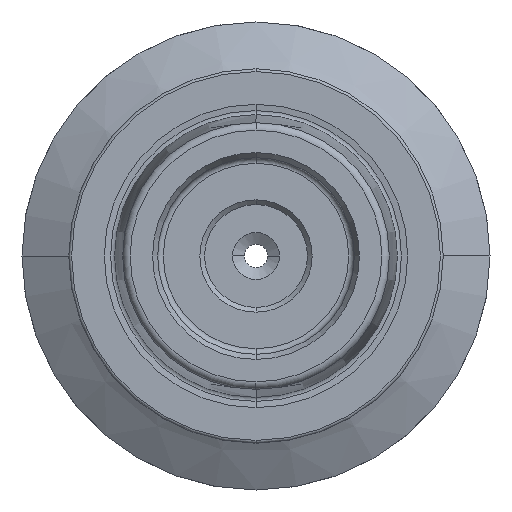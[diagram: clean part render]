
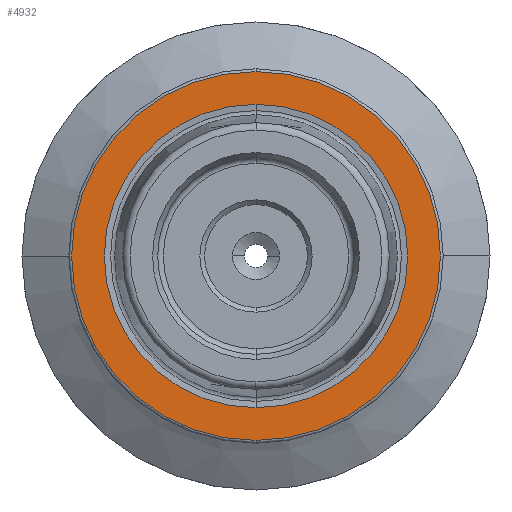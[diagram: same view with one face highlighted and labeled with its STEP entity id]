
A CAD part, left-side view. The second image highlights one B-rep face of the part: STEP entity #4932.
In plain terms, the highlighted planar face has unit normal (-1, 0, 0).
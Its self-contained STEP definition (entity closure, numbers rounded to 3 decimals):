
#10 = CARTESIAN_POINT ( 'NONE',  ( 0., 0., -16.207 ) ) ;
#416 = EDGE_CURVE ( 'NONE', #6937, #14099, #3440, .T. ) ;
#683 = AXIS2_PLACEMENT_3D ( 'NONE', #1572, #2532, #6901 ) ;
#773 = EDGE_LOOP ( 'NONE', ( #9611, #3972 ) ) ;
#1200 = VERTEX_POINT ( 'NONE', #11655 ) ;
#1572 = CARTESIAN_POINT ( 'NONE',  ( 0., 0., 0. ) ) ;
#1725 = AXIS2_PLACEMENT_3D ( 'NONE', #7882, #2307, #12431 ) ;
#2229 = EDGE_CURVE ( 'NONE', #14099, #6937, #7191, .T. ) ;
#2307 = DIRECTION ( 'NONE',  ( -1., 0., 0. ) ) ;
#2532 = DIRECTION ( 'NONE',  ( -1., 0., 0. ) ) ;
#3440 = CIRCLE ( 'NONE', #5498, 19.7 ) ;
#3590 = ORIENTED_EDGE ( 'NONE', *, *, #14030, .F. ) ;
#3972 = ORIENTED_EDGE ( 'NONE', *, *, #416, .T. ) ;
#4932 = ADVANCED_FACE ( 'NONE', ( #5199, #13864 ), #8478, .F. ) ;
#5199 = FACE_BOUND ( 'NONE', #12543, .T. ) ;
#5222 = CARTESIAN_POINT ( 'NONE',  ( 0., 19.7, 0. ) ) ;
#5498 = AXIS2_PLACEMENT_3D ( 'NONE', #6016, #8252, #6115 ) ;
#5914 = CARTESIAN_POINT ( 'NONE',  ( 0., 0., -19.7 ) ) ;
#6016 = CARTESIAN_POINT ( 'NONE',  ( 0., 0., 0. ) ) ;
#6115 = DIRECTION ( 'NONE',  ( 0., 0., 1. ) ) ;
#6384 = DIRECTION ( 'NONE',  ( 0., 0., -1. ) ) ;
#6901 = DIRECTION ( 'NONE',  ( 0., 0., 1. ) ) ;
#6937 = VERTEX_POINT ( 'NONE', #5914 ) ;
#7178 = CIRCLE ( 'NONE', #9343, 16.207 ) ;
#7191 = CIRCLE ( 'NONE', #1725, 19.7 ) ;
#7264 = CARTESIAN_POINT ( 'NONE',  ( 0., 0., 19.7 ) ) ;
#7500 = DIRECTION ( 'NONE',  ( 0., 0., 1. ) ) ;
#7515 = DIRECTION ( 'NONE',  ( 1., 0., 0. ) ) ;
#7727 = EDGE_CURVE ( 'NONE', #1200, #11236, #7178, .T. ) ;
#7882 = CARTESIAN_POINT ( 'NONE',  ( 0., 0., 0. ) ) ;
#8252 = DIRECTION ( 'NONE',  ( -1., 0., 0. ) ) ;
#8478 = PLANE ( 'NONE',  #13460 ) ;
#9343 = AXIS2_PLACEMENT_3D ( 'NONE', #13025, #9737, #7500 ) ;
#9611 = ORIENTED_EDGE ( 'NONE', *, *, #2229, .T. ) ;
#9737 = DIRECTION ( 'NONE',  ( -1., 0., 0. ) ) ;
#10128 = ORIENTED_EDGE ( 'NONE', *, *, #7727, .F. ) ;
#11236 = VERTEX_POINT ( 'NONE', #10 ) ;
#11655 = CARTESIAN_POINT ( 'NONE',  ( 0., 0., 16.207 ) ) ;
#12431 = DIRECTION ( 'NONE',  ( 0., 0., 1. ) ) ;
#12543 = EDGE_LOOP ( 'NONE', ( #10128, #3590 ) ) ;
#13025 = CARTESIAN_POINT ( 'NONE',  ( 0., 0., 0. ) ) ;
#13192 = CIRCLE ( 'NONE', #683, 16.207 ) ;
#13460 = AXIS2_PLACEMENT_3D ( 'NONE', #5222, #7515, #6384 ) ;
#13864 = FACE_OUTER_BOUND ( 'NONE', #773, .T. ) ;
#14030 = EDGE_CURVE ( 'NONE', #11236, #1200, #13192, .T. ) ;
#14099 = VERTEX_POINT ( 'NONE', #7264 ) ;
